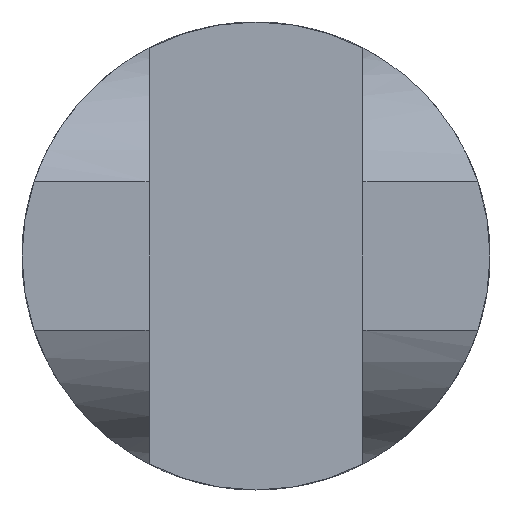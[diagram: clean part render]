
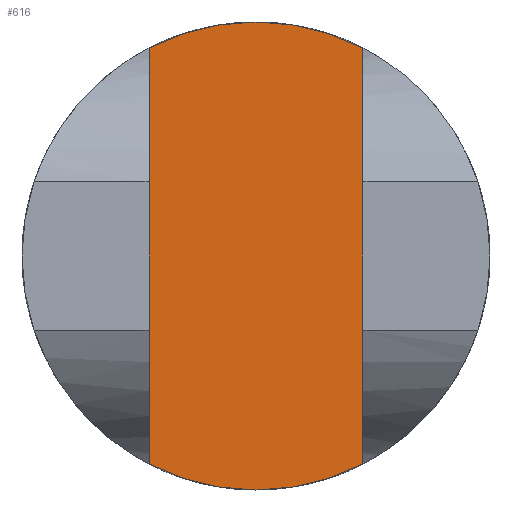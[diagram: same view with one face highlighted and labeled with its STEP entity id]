
A CAD part, front view. The second image highlights one B-rep face of the part: STEP entity #616.
In plain terms, the highlighted planar face has unit normal (0, -1, 0).
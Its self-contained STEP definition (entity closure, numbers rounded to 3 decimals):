
#21 = DIRECTION ( 'NONE',  ( 0., 0., 1. ) ) ;
#30 = VERTEX_POINT ( 'NONE', #863 ) ;
#32 = EDGE_CURVE ( 'NONE', #891, #960, #282, .T. ) ;
#39 = EDGE_CURVE ( 'NONE', #960, #646, #124, .T. ) ;
#74 = EDGE_CURVE ( 'NONE', #30, #930, #957, .T. ) ;
#100 = CIRCLE ( 'NONE', #925, 8.75 ) ;
#107 = DIRECTION ( 'NONE',  ( 0., 0., 1. ) ) ;
#124 = CIRCLE ( 'NONE', #281, 8.75 ) ;
#126 = CARTESIAN_POINT ( 'NONE',  ( 0., 0., 8.75 ) ) ;
#144 = EDGE_LOOP ( 'NONE', ( #668, #372, #923, #329, #590, #977 ) ) ;
#193 = DIRECTION ( 'NONE',  ( 0., 0., -1. ) ) ;
#205 = FACE_OUTER_BOUND ( 'NONE', #144, .T. ) ;
#255 = CARTESIAN_POINT ( 'NONE',  ( -4., 0., 7.782 ) ) ;
#281 = AXIS2_PLACEMENT_3D ( 'NONE', #785, #336, #21 ) ;
#282 = LINE ( 'NONE', #567, #566 ) ;
#286 = DIRECTION ( 'NONE',  ( 0., 1., 0. ) ) ;
#301 = DIRECTION ( 'NONE',  ( 0., 1., 0. ) ) ;
#307 = DIRECTION ( 'NONE',  ( 0., 1., 0. ) ) ;
#316 = CARTESIAN_POINT ( 'NONE',  ( 0., 0., 0. ) ) ;
#329 = ORIENTED_EDGE ( 'NONE', *, *, #32, .F. ) ;
#336 = DIRECTION ( 'NONE',  ( 0., 1., 0. ) ) ;
#342 = DIRECTION ( 'NONE',  ( 0., 0., 1. ) ) ;
#372 = ORIENTED_EDGE ( 'NONE', *, *, #889, .F. ) ;
#436 = CARTESIAN_POINT ( 'NONE',  ( 0., 0., -8.75 ) ) ;
#445 = VECTOR ( 'NONE', #342, 1000. ) ;
#462 = AXIS2_PLACEMENT_3D ( 'NONE', #521, #286, #107 ) ;
#521 = CARTESIAN_POINT ( 'NONE',  ( 0., 0., 0. ) ) ;
#558 = CARTESIAN_POINT ( 'NONE',  ( 4., 0., -7.782 ) ) ;
#560 = DIRECTION ( 'NONE',  ( 0., 0., 1. ) ) ;
#566 = VECTOR ( 'NONE', #193, 1000. ) ;
#567 = CARTESIAN_POINT ( 'NONE',  ( 4., 0., -7.782 ) ) ;
#590 = ORIENTED_EDGE ( 'NONE', *, *, #969, .F. ) ;
#612 = DIRECTION ( 'NONE',  ( 0., 0., 1. ) ) ;
#616 = ADVANCED_FACE ( 'NONE', ( #205 ), #744, .F. ) ;
#631 = DIRECTION ( 'NONE',  ( 0., 1., 0. ) ) ;
#646 = VERTEX_POINT ( 'NONE', #436 ) ;
#668 = ORIENTED_EDGE ( 'NONE', *, *, #74, .F. ) ;
#744 = PLANE ( 'NONE',  #462 ) ;
#758 = CIRCLE ( 'NONE', #781, 8.75 ) ;
#781 = AXIS2_PLACEMENT_3D ( 'NONE', #986, #307, #560 ) ;
#785 = CARTESIAN_POINT ( 'NONE',  ( 0., 0., 0. ) ) ;
#810 = EDGE_CURVE ( 'NONE', #930, #865, #100, .T. ) ;
#856 = CARTESIAN_POINT ( 'NONE',  ( 0., 0., 0. ) ) ;
#863 = CARTESIAN_POINT ( 'NONE',  ( -4., 0., -7.782 ) ) ;
#865 = VERTEX_POINT ( 'NONE', #126 ) ;
#879 = AXIS2_PLACEMENT_3D ( 'NONE', #856, #301, #612 ) ;
#881 = CARTESIAN_POINT ( 'NONE',  ( -4., 0., -7.782 ) ) ;
#889 = EDGE_CURVE ( 'NONE', #646, #30, #758, .T. ) ;
#891 = VERTEX_POINT ( 'NONE', #908 ) ;
#908 = CARTESIAN_POINT ( 'NONE',  ( 4., 0., 7.782 ) ) ;
#923 = ORIENTED_EDGE ( 'NONE', *, *, #39, .F. ) ;
#925 = AXIS2_PLACEMENT_3D ( 'NONE', #316, #631, #932 ) ;
#930 = VERTEX_POINT ( 'NONE', #255 ) ;
#932 = DIRECTION ( 'NONE',  ( 0., 0., 1. ) ) ;
#957 = LINE ( 'NONE', #881, #445 ) ;
#960 = VERTEX_POINT ( 'NONE', #558 ) ;
#962 = CIRCLE ( 'NONE', #879, 8.75 ) ;
#969 = EDGE_CURVE ( 'NONE', #865, #891, #962, .T. ) ;
#977 = ORIENTED_EDGE ( 'NONE', *, *, #810, .F. ) ;
#986 = CARTESIAN_POINT ( 'NONE',  ( 0., 0., 0. ) ) ;
